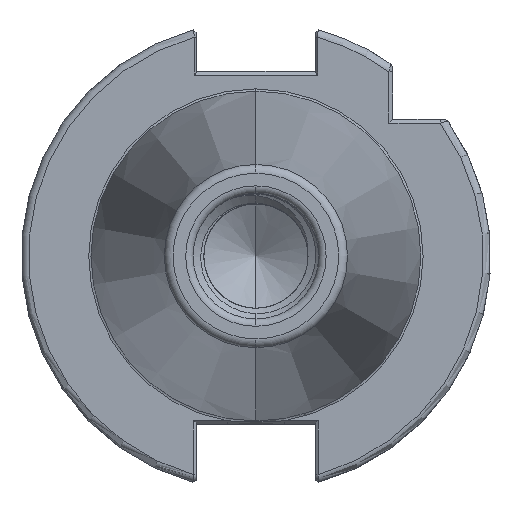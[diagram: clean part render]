
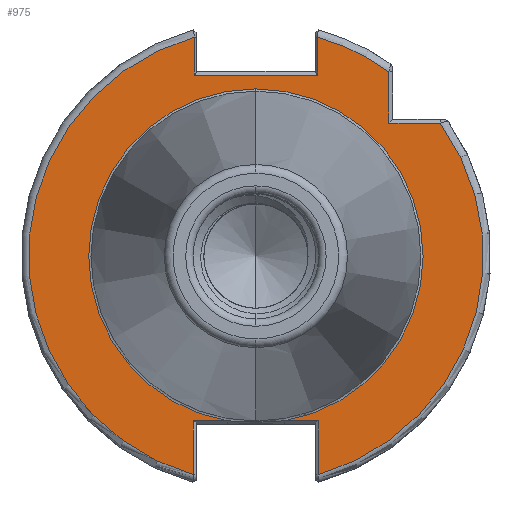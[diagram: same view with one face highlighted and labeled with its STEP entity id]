
A CAD part, left-side view. The second image highlights one B-rep face of the part: STEP entity #975.
In plain terms, the highlighted planar face has unit normal (-1, 0, 0).
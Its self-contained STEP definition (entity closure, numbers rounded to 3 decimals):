
#452 = VECTOR ( 'NONE', #6508, 1000. ) ;
#456 = VECTOR ( 'NONE', #6505, 1000. ) ;
#460 = VECTOR ( 'NONE', #6499, 1000. ) ;
#462 = VECTOR ( 'NONE', #6496, 1000. ) ;
#466 = VECTOR ( 'NONE', #6490, 1000. ) ;
#468 = VECTOR ( 'NONE', #6487, 1000. ) ;
#469 = VECTOR ( 'NONE', #6484, 1000. ) ;
#678 = ORIENTED_EDGE ( 'NONE', *, *, #2890, .T. ) ;
#679 = ORIENTED_EDGE ( 'NONE', *, *, #2891, .T. ) ;
#680 = ORIENTED_EDGE ( 'NONE', *, *, #2889, .T. ) ;
#681 = ORIENTED_EDGE ( 'NONE', *, *, #2892, .T. ) ;
#682 = ORIENTED_EDGE ( 'NONE', *, *, #2893, .T. ) ;
#683 = ORIENTED_EDGE ( 'NONE', *, *, #2894, .T. ) ;
#684 = ORIENTED_EDGE ( 'NONE', *, *, #2895, .T. ) ;
#685 = ORIENTED_EDGE ( 'NONE', *, *, #2896, .T. ) ;
#686 = ORIENTED_EDGE ( 'NONE', *, *, #2897, .T. ) ;
#687 = ORIENTED_EDGE ( 'NONE', *, *, #2898, .T. ) ;
#688 = ORIENTED_EDGE ( 'NONE', *, *, #1019, .T. ) ;
#689 = ORIENTED_EDGE ( 'NONE', *, *, #2899, .T. ) ;
#690 = ORIENTED_EDGE ( 'NONE', *, *, #2901, .T. ) ;
#691 = ORIENTED_EDGE ( 'NONE', *, *, #2900, .T. ) ;
#975 = ADVANCED_FACE ( 'NONE', ( #3865 ), #8395, .F. ) ;
#1019 = EDGE_CURVE ( 'NONE', #2672, #2671, #7661, .T. ) ;
#1234 = VECTOR ( 'NONE', #6478, 1000. ) ;
#1235 = AXIS2_PLACEMENT_3D ( 'NONE', #6502, #6509, #6510 ) ;
#1236 = VECTOR ( 'NONE', #6475, 1000. ) ;
#1239 = AXIS2_PLACEMENT_3D ( 'NONE', #6469, #6479, #6480 ) ;
#1241 = AXIS2_PLACEMENT_3D ( 'NONE', #6493, #6500, #6501 ) ;
#1245 = AXIS2_PLACEMENT_3D ( 'NONE', #6481, #6491, #6492 ) ;
#2403 = EDGE_LOOP ( 'NONE', ( #678, #680, #679, #681, #682, #683, #684, #685, #686, #687, #688, #689, #691, #690 ) ) ;
#2442 = VERTEX_POINT ( 'NONE', #6815 ) ;
#2449 = VERTEX_POINT ( 'NONE', #6822 ) ;
#2453 = VERTEX_POINT ( 'NONE', #6826 ) ;
#2463 = VERTEX_POINT ( 'NONE', #6836 ) ;
#2469 = VERTEX_POINT ( 'NONE', #6842 ) ;
#2479 = VERTEX_POINT ( 'NONE', #6852 ) ;
#2490 = VERTEX_POINT ( 'NONE', #6863 ) ;
#2496 = VERTEX_POINT ( 'NONE', #6869 ) ;
#2497 = VERTEX_POINT ( 'NONE', #6870 ) ;
#2515 = VERTEX_POINT ( 'NONE', #6888 ) ;
#2581 = VERTEX_POINT ( 'NONE', #6907 ) ;
#2606 = VERTEX_POINT ( 'NONE', #6932 ) ;
#2671 = VERTEX_POINT ( 'NONE', #6997 ) ;
#2672 = VERTEX_POINT ( 'NONE', #6998 ) ;
#2889 = EDGE_CURVE ( 'NONE', #2463, #2497, #6473, .T. ) ;
#2890 = EDGE_CURVE ( 'NONE', #2606, #2463, #6476, .T. ) ;
#2891 = EDGE_CURVE ( 'NONE', #2497, #2490, #7638, .T. ) ;
#2892 = EDGE_CURVE ( 'NONE', #2490, #2453, #6482, .T. ) ;
#2893 = EDGE_CURVE ( 'NONE', #2453, #2442, #6485, .T. ) ;
#2894 = EDGE_CURVE ( 'NONE', #2442, #2449, #6488, .T. ) ;
#2895 = EDGE_CURVE ( 'NONE', #2449, #2469, #7639, .T. ) ;
#2896 = EDGE_CURVE ( 'NONE', #2469, #2479, #6494, .T. ) ;
#2897 = EDGE_CURVE ( 'NONE', #2479, #2581, #6497, .T. ) ;
#2898 = EDGE_CURVE ( 'NONE', #2581, #2672, #7640, .T. ) ;
#2899 = EDGE_CURVE ( 'NONE', #2671, #2515, #6503, .T. ) ;
#2900 = EDGE_CURVE ( 'NONE', #2515, #2496, #6506, .T. ) ;
#2901 = EDGE_CURVE ( 'NONE', #2496, #2606, #7641, .T. ) ;
#3136 = AXIS2_PLACEMENT_3D ( 'NONE', #7990, #7991, #7992 ) ;
#3863 = AXIS2_PLACEMENT_3D ( 'NONE', #8396, #8397, #8398 ) ;
#3865 = FACE_OUTER_BOUND ( 'NONE', #2403, .T. ) ;
#6469 = CARTESIAN_POINT ( 'NONE',  ( 0., 0., 0. ) ) ;
#6473 = LINE ( 'NONE', #6474, #1236 ) ;
#6474 = CARTESIAN_POINT ( 'NONE',  ( 0., -18., 24.594 ) ) ;
#6475 = DIRECTION ( 'NONE',  ( 0., 0., 1. ) ) ;
#6476 = LINE ( 'NONE', #6477, #1234 ) ;
#6477 = CARTESIAN_POINT ( 'NONE',  ( 0., -18.5, 18. ) ) ;
#6478 = DIRECTION ( 'NONE',  ( 0., 1., 0. ) ) ;
#6479 = DIRECTION ( 'NONE',  ( -1., 0., 0. ) ) ;
#6480 = DIRECTION ( 'NONE',  ( 0., 0., -1. ) ) ;
#6481 = CARTESIAN_POINT ( 'NONE',  ( 0., 0., 0. ) ) ;
#6482 = LINE ( 'NONE', #6483, #469 ) ;
#6483 = CARTESIAN_POINT ( 'NONE',  ( 0., -8.335, 25. ) ) ;
#6484 = DIRECTION ( 'NONE',  ( 0., 0., -1. ) ) ;
#6485 = LINE ( 'NONE', #6486, #468 ) ;
#6486 = CARTESIAN_POINT ( 'NONE',  ( 0., 8.05, 24.5 ) ) ;
#6487 = DIRECTION ( 'NONE',  ( 0., 1., 0. ) ) ;
#6488 = LINE ( 'NONE', #6489, #466 ) ;
#6489 = CARTESIAN_POINT ( 'NONE',  ( 0., 8.335, 29.704 ) ) ;
#6490 = DIRECTION ( 'NONE',  ( 0., 0., 1. ) ) ;
#6491 = DIRECTION ( 'NONE',  ( -1., 0., 0. ) ) ;
#6492 = DIRECTION ( 'NONE',  ( 0., 0., -1. ) ) ;
#6493 = CARTESIAN_POINT ( 'NONE',  ( 0., 0., 0. ) ) ;
#6494 = LINE ( 'NONE', #6495, #462 ) ;
#6495 = CARTESIAN_POINT ( 'NONE',  ( 0., 8.451, 0. ) ) ;
#6496 = DIRECTION ( 'NONE',  ( 0., 0., 1. ) ) ;
#6497 = LINE ( 'NONE', #6498, #460 ) ;
#6498 = CARTESIAN_POINT ( 'NONE',  ( 0., 22.692, -22.3 ) ) ;
#6499 = DIRECTION ( 'NONE',  ( 0., -1., 0. ) ) ;
#6500 = DIRECTION ( 'NONE',  ( 1., 0., 0. ) ) ;
#6501 = DIRECTION ( 'NONE',  ( 0., 0., -1. ) ) ;
#6502 = CARTESIAN_POINT ( 'NONE',  ( 0., 0., 0. ) ) ;
#6503 = LINE ( 'NONE', #6504, #456 ) ;
#6504 = CARTESIAN_POINT ( 'NONE',  ( 0., 22.692, -22.3 ) ) ;
#6505 = DIRECTION ( 'NONE',  ( 0., -1., 0. ) ) ;
#6506 = LINE ( 'NONE', #6507, #452 ) ;
#6507 = CARTESIAN_POINT ( 'NONE',  ( 0., -8.451, 0. ) ) ;
#6508 = DIRECTION ( 'NONE',  ( 0., 0., -1. ) ) ;
#6509 = DIRECTION ( 'NONE',  ( -1., 0., 0. ) ) ;
#6510 = DIRECTION ( 'NONE',  ( 0., 0., -1. ) ) ;
#6815 = CARTESIAN_POINT ( 'NONE',  ( 0., 8.335, 24.5 ) ) ;
#6822 = CARTESIAN_POINT ( 'NONE',  ( 0., 8.335, 29.625 ) ) ;
#6826 = CARTESIAN_POINT ( 'NONE',  ( 0., -8.335, 24.5 ) ) ;
#6836 = CARTESIAN_POINT ( 'NONE',  ( 0., -18., 18. ) ) ;
#6842 = CARTESIAN_POINT ( 'NONE',  ( 0., 8.451, -29.592 ) ) ;
#6852 = CARTESIAN_POINT ( 'NONE',  ( 0., 8.451, -22.3 ) ) ;
#6863 = CARTESIAN_POINT ( 'NONE',  ( 0., -8.335, 29.625 ) ) ;
#6869 = CARTESIAN_POINT ( 'NONE',  ( 0., -8.451, -29.592 ) ) ;
#6870 = CARTESIAN_POINT ( 'NONE',  ( 0., -18., 24.962 ) ) ;
#6888 = CARTESIAN_POINT ( 'NONE',  ( 0., -8.451, -22.3 ) ) ;
#6907 = CARTESIAN_POINT ( 'NONE',  ( 0., 3.833, -22.3 ) ) ;
#6932 = CARTESIAN_POINT ( 'NONE',  ( 0., -24.962, 18. ) ) ;
#6997 = CARTESIAN_POINT ( 'NONE',  ( 0., -3.833, -22.3 ) ) ;
#6998 = CARTESIAN_POINT ( 'NONE',  ( 0., 0., 22.627 ) ) ;
#7638 = CIRCLE ( 'NONE', #1239, 30.775 ) ;
#7639 = CIRCLE ( 'NONE', #1245, 30.775 ) ;
#7640 = CIRCLE ( 'NONE', #1241, 22.627 ) ;
#7641 = CIRCLE ( 'NONE', #1235, 30.775 ) ;
#7661 = CIRCLE ( 'NONE', #3136, 22.627 ) ;
#7990 = CARTESIAN_POINT ( 'NONE',  ( 0., 0., 0. ) ) ;
#7991 = DIRECTION ( 'NONE',  ( 1., 0., 0. ) ) ;
#7992 = DIRECTION ( 'NONE',  ( 0., 0., -1. ) ) ;
#8395 = PLANE ( 'NONE',  #3863 ) ;
#8396 = CARTESIAN_POINT ( 'NONE',  ( 0., 22.692, 0. ) ) ;
#8397 = DIRECTION ( 'NONE',  ( 1., 0., 0. ) ) ;
#8398 = DIRECTION ( 'NONE',  ( 0., 0., -1. ) ) ;
